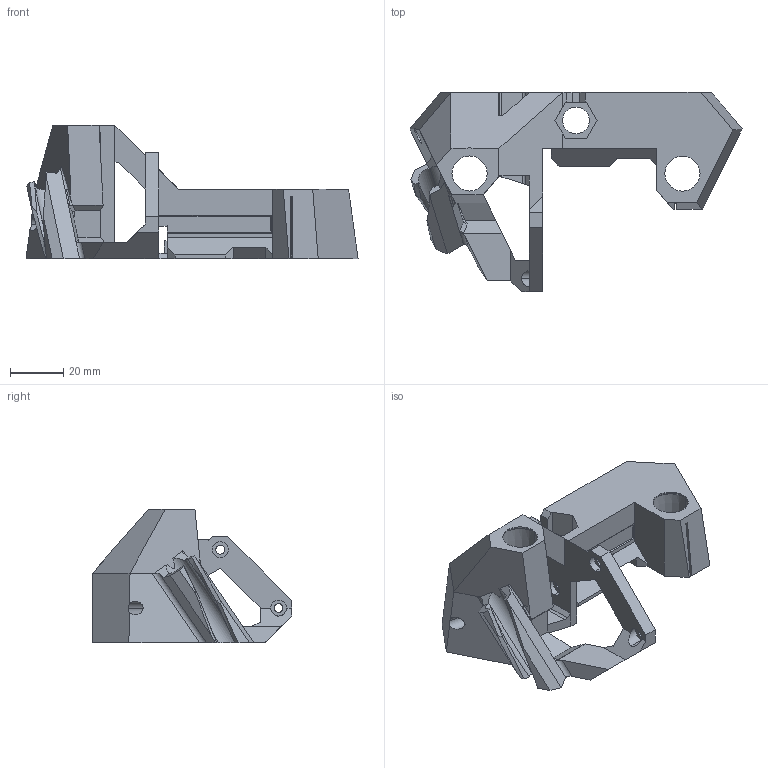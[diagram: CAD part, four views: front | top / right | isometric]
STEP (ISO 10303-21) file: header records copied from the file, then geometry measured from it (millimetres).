
FILE_DESCRIPTION (( 'STEP AP203' ), '1' );
FILE_NAME ('11_Axe X gauche butee a droite v2.STEP', '2016-09-13T09:26:49', ( '' ), ( '' ), 'SwSTEP 2.0', 'SolidWorks 2016', '' );
FILE_SCHEMA (( 'CONFIG_CONTROL_DESIGN' ));
Length unit declared in the file: millimetre
Products named in the file (1): 11_Axe X gauche butee a droite v2
Bounding box: 124.74 x 74.8 x 50.1 mm (x, y, z)
Volume: 85827.9 mm3; surface area: 30991.9 mm2
Topology: 1 solids, 2 shells, 253 faces, 745 edges, 492 vertices
Faces by surface type: plane 172, cylinder 42, bspline 19, cone 14, torus 6
Entity records: 11243 total; most frequent: CARTESIAN_POINT 4665, ORIENTED_EDGE 1490, DIRECTION 1169, EDGE_CURVE 745, LINE 519, VECTOR 519, VERTEX_POINT 492, AXIS2_PLACEMENT_3D 325
